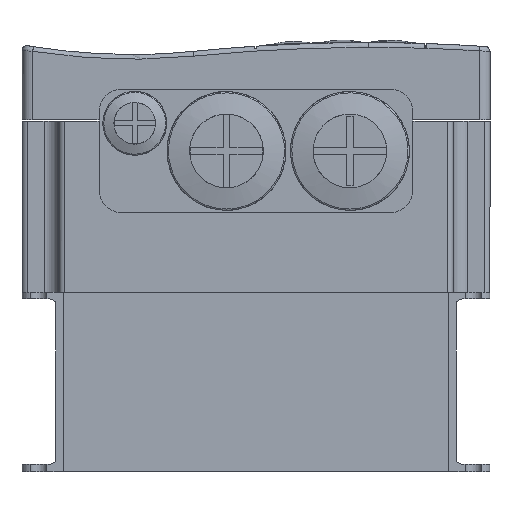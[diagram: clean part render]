
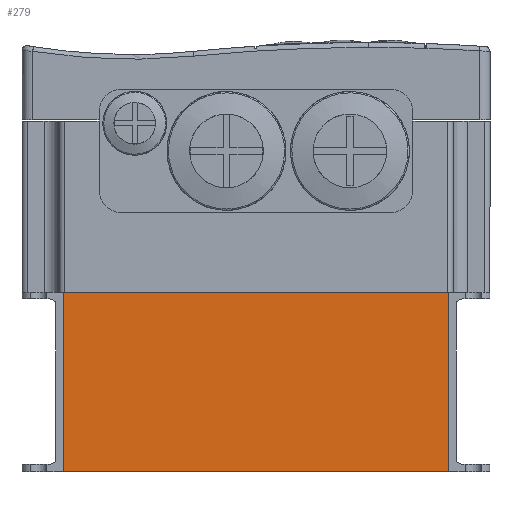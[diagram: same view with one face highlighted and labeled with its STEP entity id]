
A CAD part, front view. The second image highlights one B-rep face of the part: STEP entity #279.
In plain terms, the highlighted planar face has unit normal (0, -1, 0).
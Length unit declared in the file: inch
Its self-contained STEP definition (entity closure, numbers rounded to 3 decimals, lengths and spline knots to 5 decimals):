
#279 = ADVANCED_FACE ( 'NONE', ( #24287 ), #3364, .T. ) ;
#1295 = LINE ( 'NONE', #47138, #37009 ) ;
#3117 = VERTEX_POINT ( 'NONE', #23835 ) ;
#3364 = PLANE ( 'NONE',  #4496 ) ;
#4496 = AXIS2_PLACEMENT_3D ( 'NONE', #7552, #35552, #11564 ) ;
#4621 = ORIENTED_EDGE ( 'NONE', *, *, #24408, .F. ) ;
#5500 = CARTESIAN_POINT ( 'NONE',  ( -3.245, -6.345, -4. ) ) ;
#6714 = CARTESIAN_POINT ( 'NONE',  ( -3.245, -6.345, -0.98 ) ) ;
#6873 = VERTEX_POINT ( 'NONE', #8086 ) ;
#7552 = CARTESIAN_POINT ( 'NONE',  ( -3.245, -6.345, -4.61267 ) ) ;
#8086 = CARTESIAN_POINT ( 'NONE',  ( 3.245, -6.345, -0.98 ) ) ;
#10500 = VECTOR ( 'NONE', #48658, 39.37008 ) ;
#11564 = DIRECTION ( 'NONE',  ( 0., 0., 1. ) ) ;
#12466 = CARTESIAN_POINT ( 'NONE',  ( 3.245, -6.345, -0.98 ) ) ;
#12721 = VECTOR ( 'NONE', #14576, 39.37008 ) ;
#12976 = EDGE_CURVE ( 'NONE', #18188, #6873, #19749, .T. ) ;
#14576 = DIRECTION ( 'NONE',  ( 0., 0., 1. ) ) ;
#18188 = VERTEX_POINT ( 'NONE', #38523 ) ;
#19011 = DIRECTION ( 'NONE',  ( 1., 0., 0. ) ) ;
#19749 = LINE ( 'NONE', #6714, #34727 ) ;
#20478 = ORIENTED_EDGE ( 'NONE', *, *, #48233, .F. ) ;
#21471 = EDGE_LOOP ( 'NONE', ( #46088, #4621, #34256, #20478 ) ) ;
#23425 = LINE ( 'NONE', #46409, #12721 ) ;
#23835 = CARTESIAN_POINT ( 'NONE',  ( 3.245, -6.345, -4. ) ) ;
#24287 = FACE_OUTER_BOUND ( 'NONE', #21471, .T. ) ;
#24408 = EDGE_CURVE ( 'NONE', #6873, #3117, #42421, .T. ) ;
#34256 = ORIENTED_EDGE ( 'NONE', *, *, #12976, .F. ) ;
#34727 = VECTOR ( 'NONE', #19011, 39.37008 ) ;
#35552 = DIRECTION ( 'NONE',  ( 0., -1., 0. ) ) ;
#36650 = VERTEX_POINT ( 'NONE', #5500 ) ;
#37009 = VECTOR ( 'NONE', #42427, 39.37008 ) ;
#38205 = EDGE_CURVE ( 'NONE', #36650, #3117, #1295, .T. ) ;
#38523 = CARTESIAN_POINT ( 'NONE',  ( -3.245, -6.345, -0.98 ) ) ;
#42421 = LINE ( 'NONE', #12466, #10500 ) ;
#42427 = DIRECTION ( 'NONE',  ( 1., 0., 0. ) ) ;
#46088 = ORIENTED_EDGE ( 'NONE', *, *, #38205, .T. ) ;
#46409 = CARTESIAN_POINT ( 'NONE',  ( -3.245, -6.345, -4.61267 ) ) ;
#47138 = CARTESIAN_POINT ( 'NONE',  ( -3.935, -6.345, -4. ) ) ;
#48233 = EDGE_CURVE ( 'NONE', #36650, #18188, #23425, .T. ) ;
#48658 = DIRECTION ( 'NONE',  ( 0., 0., -1. ) ) ;
